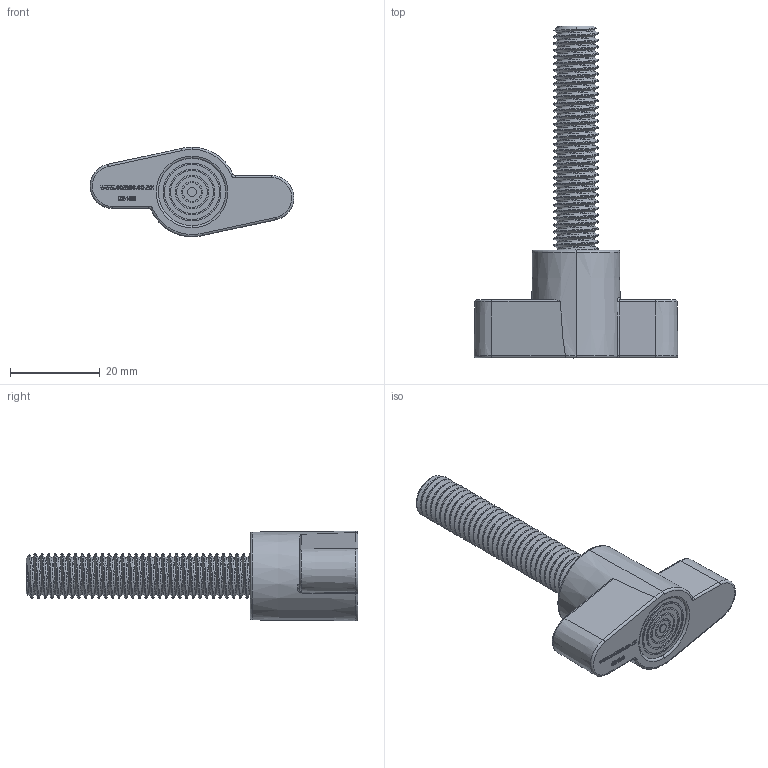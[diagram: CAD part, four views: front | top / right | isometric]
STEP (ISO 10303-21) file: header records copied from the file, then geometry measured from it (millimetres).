
FILE_DESCRIPTION (( 'STEP AP214' ), '1' );
FILE_NAME ('02495-Wing Screw Zinc Ext 50mm M10.STEP', '2018-08-01T01:52:02', ( '' ), ( '' ), 'SwSTEP 2.0', 'SolidWorks 2018', '' );
FILE_SCHEMA (( 'AUTOMOTIVE_DESIGN' ));
Length unit declared in the file: millimetre
Products named in the file (1): 02495-Wing Screw Zinc Ext 50mm M10
Bounding box: 45.48 x 74 x 19.99 mm (x, y, z)
Volume: 12435.7 mm3; surface area: 6450.7 mm2
Topology: 1 solids, 1 shells, 435 faces, 1165 edges, 769 vertices
Faces by surface type: plane 180, bspline 129, cylinder 93, cone 20, torus 13
Entity records: 33625 total; most frequent: CARTESIAN_POINT 23089, ORIENTED_EDGE 2330, DIRECTION 1479, EDGE_CURVE 1165, VERTEX_POINT 769, LINE 633, VECTOR 633, EDGE_LOOP 472
